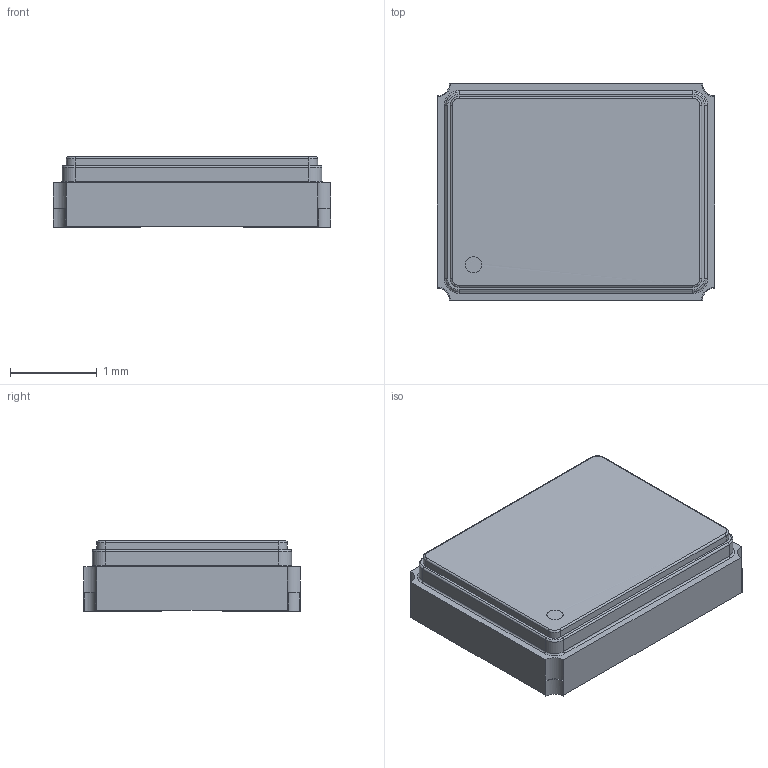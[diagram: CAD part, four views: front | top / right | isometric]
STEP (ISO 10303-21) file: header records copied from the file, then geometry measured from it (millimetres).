
FILE_DESCRIPTION (( 'STEP AP214' ), '1' );
FILE_NAME ('OSC-3225.STEP', '2024-05-20T01:54:35', ( '' ), ( '' ), 'SwSTEP 2.0', 'SolidWorks 2022', '' );
FILE_SCHEMA (( 'AUTOMOTIVE_DESIGN' ));
Length unit declared in the file: millimetre
Products named in the file (1): OSC-3225
Bounding box: 3.2 x 2.5 x 0.81 mm (x, y, z)
Volume: 6 mm3; surface area: 24.4 mm2
Topology: 1 solids, 1 shells, 93 faces, 238 edges, 150 vertices
Faces by surface type: plane 51, cylinder 30, bspline 12
Entity records: 4051 total; most frequent: CARTESIAN_POINT 844, ORIENTED_EDGE 476, DIRECTION 400, EDGE_CURVE 238, LINE 156, VECTOR 156, VERTEX_POINT 150, AXIS2_PLACEMENT_3D 122
